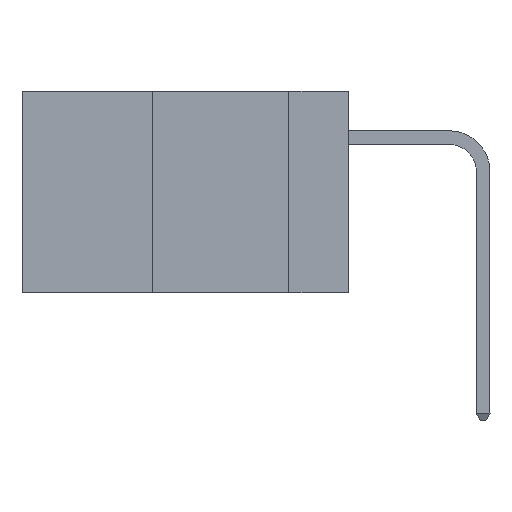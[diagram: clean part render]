
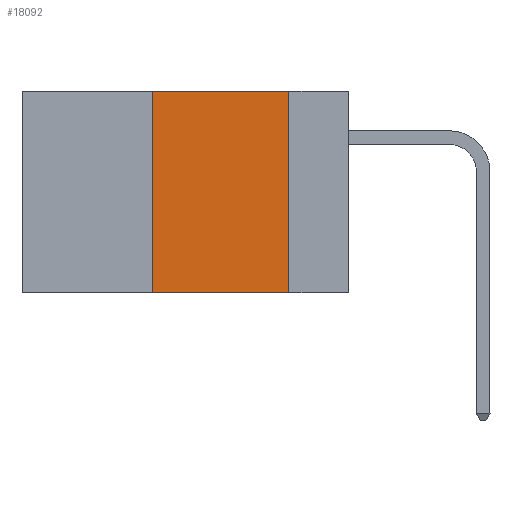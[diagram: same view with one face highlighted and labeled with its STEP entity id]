
A CAD part, left-side view. The second image highlights one B-rep face of the part: STEP entity #18092.
In plain terms, the highlighted planar face has unit normal (-1, 0, 0).
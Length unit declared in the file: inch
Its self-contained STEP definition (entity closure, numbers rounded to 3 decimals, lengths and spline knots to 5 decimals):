
#337 = CARTESIAN_POINT ( 'NONE',  ( 0., 0.36, 0. ) ) ;
#775 = PLANE ( 'NONE',  #6173 ) ;
#1275 = VECTOR ( 'NONE', #21047, 39.37008 ) ;
#1289 = DIRECTION ( 'NONE',  ( 0., 0., -1. ) ) ;
#2168 = CARTESIAN_POINT ( 'NONE',  ( 0., 0.6, -0.37 ) ) ;
#2271 = CARTESIAN_POINT ( 'NONE',  ( 0., 0.6, 0. ) ) ;
#2346 = VERTEX_POINT ( 'NONE', #8857 ) ;
#2689 = CARTESIAN_POINT ( 'NONE',  ( 0., 0.11, 0. ) ) ;
#3060 = DIRECTION ( 'NONE',  ( 0., 0., 1. ) ) ;
#3659 = LINE ( 'NONE', #2168, #18967 ) ;
#3890 = DIRECTION ( 'NONE',  ( 1., 0., 0. ) ) ;
#4548 = VERTEX_POINT ( 'NONE', #14158 ) ;
#6152 = ORIENTED_EDGE ( 'NONE', *, *, #19539, .F. ) ;
#6173 = AXIS2_PLACEMENT_3D ( 'NONE', #2271, #3890, #7303 ) ;
#6613 = EDGE_CURVE ( 'NONE', #7633, #2346, #14239, .T. ) ;
#6981 = LINE ( 'NONE', #337, #9964 ) ;
#7303 = DIRECTION ( 'NONE',  ( 0., 0., -1. ) ) ;
#7324 = ORIENTED_EDGE ( 'NONE', *, *, #12649, .F. ) ;
#7633 = VERTEX_POINT ( 'NONE', #12915 ) ;
#8227 = VECTOR ( 'NONE', #1289, 39.37008 ) ;
#8517 = ORIENTED_EDGE ( 'NONE', *, *, #6613, .F. ) ;
#8857 = CARTESIAN_POINT ( 'NONE',  ( 0., 0.11, -0.37 ) ) ;
#9725 = LINE ( 'NONE', #14528, #1275 ) ;
#9964 = VECTOR ( 'NONE', #3060, 39.37008 ) ;
#10074 = VERTEX_POINT ( 'NONE', #15379 ) ;
#10738 = FACE_OUTER_BOUND ( 'NONE', #12918, .T. ) ;
#10753 = EDGE_CURVE ( 'NONE', #4548, #2346, #3659, .T. ) ;
#12649 = EDGE_CURVE ( 'NONE', #10074, #7633, #9725, .T. ) ;
#12915 = CARTESIAN_POINT ( 'NONE',  ( 0., 0.11, 0. ) ) ;
#12918 = EDGE_LOOP ( 'NONE', ( #8517, #7324, #6152, #15257 ) ) ;
#14158 = CARTESIAN_POINT ( 'NONE',  ( 0., 0.36, -0.37 ) ) ;
#14239 = LINE ( 'NONE', #2689, #8227 ) ;
#14528 = CARTESIAN_POINT ( 'NONE',  ( 0., 0.6, 0. ) ) ;
#15257 = ORIENTED_EDGE ( 'NONE', *, *, #10753, .T. ) ;
#15379 = CARTESIAN_POINT ( 'NONE',  ( 0., 0.36, 0. ) ) ;
#18092 = ADVANCED_FACE ( 'NONE', ( #10738 ), #775, .F. ) ;
#18967 = VECTOR ( 'NONE', #20017, 39.37008 ) ;
#19539 = EDGE_CURVE ( 'NONE', #4548, #10074, #6981, .T. ) ;
#20017 = DIRECTION ( 'NONE',  ( 0., -1., 0. ) ) ;
#21047 = DIRECTION ( 'NONE',  ( 0., -1., 0. ) ) ;
